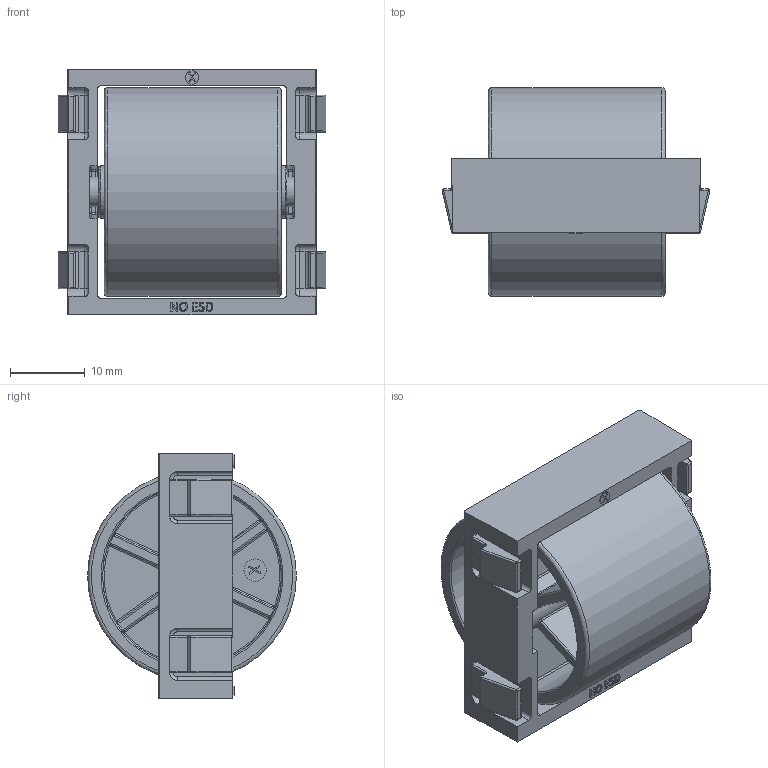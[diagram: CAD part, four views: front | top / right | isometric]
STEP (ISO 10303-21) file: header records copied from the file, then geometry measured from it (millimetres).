
FILE_DESCRIPTION (( 'STEP AP203' ), '1' );
FILE_NAME ('801052_c_1.STEP', '2023-03-16T04:25:03', ( '' ), ( '' ), 'SwSTEP 2.0', 'SolidWorks 2014', '' );
FILE_SCHEMA (( 'CONFIG_CONTROL_DESIGN' ));
Length unit declared in the file: millimetre
Products named in the file (1): 801052_c_1
Bounding box: 35.9 x 28 x 33 mm (x, y, z)
Volume: 9858.7 mm3; surface area: 11665.9 mm2
Topology: 3 solids, 3 shells, 738 faces, 1811 edges, 1034 vertices
Faces by surface type: bspline 291, cylinder 253, plane 181, torus 9, cone 4
Entity records: 28692 total; most frequent: CARTESIAN_POINT 13437, ORIENTED_EDGE 3506, DIRECTION 2698, EDGE_CURVE 1753, VERTEX_POINT 1034, AXIS2_PLACEMENT_3D 981, EDGE_LOOP 755, FACE_OUTER_BOUND 738
